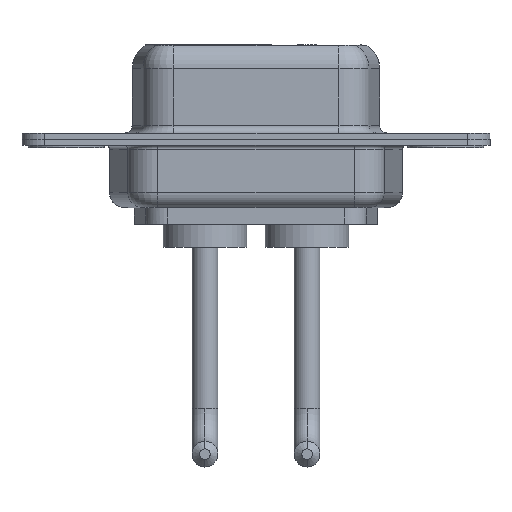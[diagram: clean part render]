
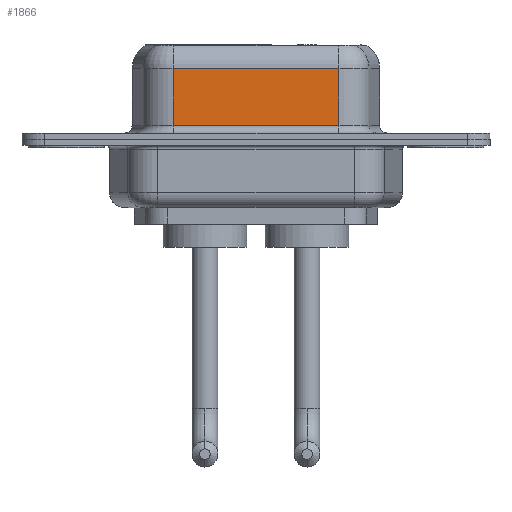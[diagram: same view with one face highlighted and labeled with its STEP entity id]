
A CAD part, front view. The second image highlights one B-rep face of the part: STEP entity #1866.
In plain terms, the highlighted planar face has unit normal (0, -1, 0).
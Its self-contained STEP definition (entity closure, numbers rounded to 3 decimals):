
#591 = LINE ( 'NONE', #9588, #860 ) ;
#860 = VECTOR ( 'NONE', #4956, 1000. ) ;
#1136 = CARTESIAN_POINT ( 'NONE',  ( 7.038, -3.95, 6.4 ) ) ;
#1776 = CARTESIAN_POINT ( 'NONE',  ( 17.962, -3.95, 0.9 ) ) ;
#1836 = EDGE_CURVE ( 'NONE', #6517, #8439, #10809, .T. ) ;
#1866 = ADVANCED_FACE ( 'NONE', ( #7315 ), #6377, .F. ) ;
#2898 = ORIENTED_EDGE ( 'NONE', *, *, #1836, .T. ) ;
#3213 = EDGE_CURVE ( 'NONE', #8439, #6753, #6158, .T. ) ;
#3214 = VECTOR ( 'NONE', #9847, 1000. ) ;
#4175 = CARTESIAN_POINT ( 'NONE',  ( 17.962, -3.95, 0.9 ) ) ;
#4427 = CARTESIAN_POINT ( 'NONE',  ( 7.038, -3.95, 0.9 ) ) ;
#4577 = CARTESIAN_POINT ( 'NONE',  ( 17.962, -3.95, 4.65 ) ) ;
#4815 = CARTESIAN_POINT ( 'NONE',  ( 7.038, -3.95, 4.65 ) ) ;
#4956 = DIRECTION ( 'NONE',  ( -1., 0., 0. ) ) ;
#5574 = VERTEX_POINT ( 'NONE', #4577 ) ;
#5627 = VECTOR ( 'NONE', #6246, 1000. ) ;
#6022 = DIRECTION ( 'NONE',  ( 0., 0., -1. ) ) ;
#6158 = LINE ( 'NONE', #1776, #3214 ) ;
#6168 = AXIS2_PLACEMENT_3D ( 'NONE', #6433, #10001, #7369 ) ;
#6246 = DIRECTION ( 'NONE',  ( 0., 0., -1. ) ) ;
#6251 = LINE ( 'NONE', #11397, #9478 ) ;
#6377 = PLANE ( 'NONE',  #6168 ) ;
#6433 = CARTESIAN_POINT ( 'NONE',  ( 17.962, -3.95, 6.4 ) ) ;
#6517 = VERTEX_POINT ( 'NONE', #4815 ) ;
#6753 = VERTEX_POINT ( 'NONE', #4175 ) ;
#7091 = EDGE_CURVE ( 'NONE', #5574, #6517, #591, .T. ) ;
#7315 = FACE_OUTER_BOUND ( 'NONE', #11010, .T. ) ;
#7369 = DIRECTION ( 'NONE',  ( -1., 0., 0. ) ) ;
#8253 = ORIENTED_EDGE ( 'NONE', *, *, #8802, .F. ) ;
#8294 = ORIENTED_EDGE ( 'NONE', *, *, #3213, .T. ) ;
#8439 = VERTEX_POINT ( 'NONE', #4427 ) ;
#8802 = EDGE_CURVE ( 'NONE', #5574, #6753, #6251, .T. ) ;
#9478 = VECTOR ( 'NONE', #6022, 1000. ) ;
#9588 = CARTESIAN_POINT ( 'NONE',  ( 17.962, -3.95, 4.65 ) ) ;
#9847 = DIRECTION ( 'NONE',  ( 1., 0., 0. ) ) ;
#10001 = DIRECTION ( 'NONE',  ( 0., 1., 0. ) ) ;
#10085 = ORIENTED_EDGE ( 'NONE', *, *, #7091, .T. ) ;
#10809 = LINE ( 'NONE', #1136, #5627 ) ;
#11010 = EDGE_LOOP ( 'NONE', ( #8253, #10085, #2898, #8294 ) ) ;
#11397 = CARTESIAN_POINT ( 'NONE',  ( 17.962, -3.95, 6.4 ) ) ;
